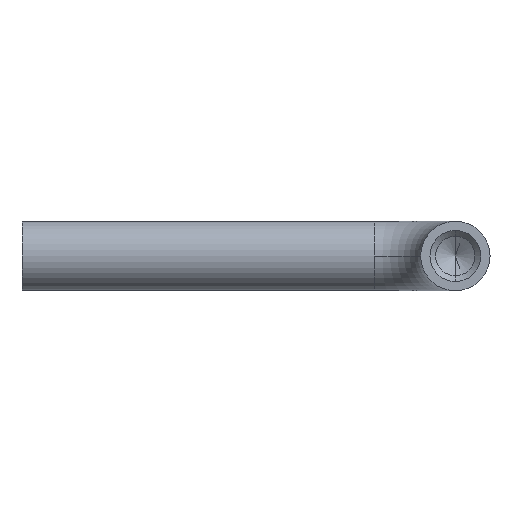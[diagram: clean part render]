
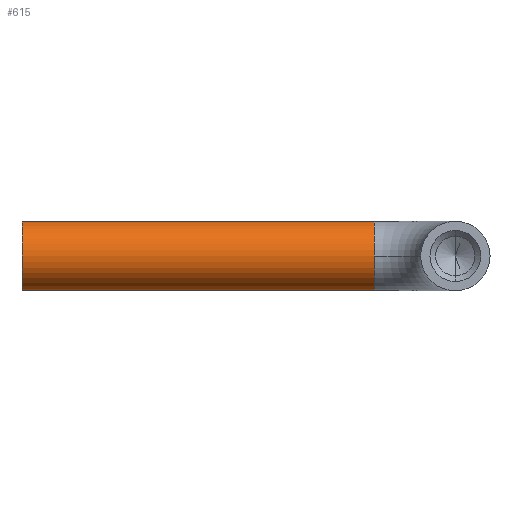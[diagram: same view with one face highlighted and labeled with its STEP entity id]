
A CAD part, left-side view. The second image highlights one B-rep face of the part: STEP entity #615.
In plain terms, the highlighted cylindrical face has radius 6 mm (diameter 12 mm), a partial arc.
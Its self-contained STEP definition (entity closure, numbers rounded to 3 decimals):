
#11 = EDGE_CURVE ( 'NONE', #374, #436, #319, .T. ) ;
#29 = EDGE_CURVE ( 'NONE', #288, #74, #482, .T. ) ;
#62 = CARTESIAN_POINT ( 'NONE',  ( 80., 14., 0. ) ) ;
#66 = FACE_OUTER_BOUND ( 'NONE', #346, .T. ) ;
#74 = VERTEX_POINT ( 'NONE', #216 ) ;
#101 = ORIENTED_EDGE ( 'NONE', *, *, #29, .T. ) ;
#102 = AXIS2_PLACEMENT_3D ( 'NONE', #62, #313, #413 ) ;
#113 = LINE ( 'NONE', #174, #412 ) ;
#130 = ORIENTED_EDGE ( 'NONE', *, *, #295, .T. ) ;
#143 = CIRCLE ( 'NONE', #402, 6. ) ;
#174 = CARTESIAN_POINT ( 'NONE',  ( 80., 14., 6. ) ) ;
#216 = CARTESIAN_POINT ( 'NONE',  ( 80., 14., 6. ) ) ;
#235 = EDGE_CURVE ( 'NONE', #374, #288, #586, .T. ) ;
#237 = CARTESIAN_POINT ( 'NONE',  ( 80., 14., -6. ) ) ;
#255 = EDGE_CURVE ( 'NONE', #436, #618, #143, .T. ) ;
#264 = DIRECTION ( 'NONE',  ( 0., 1., 0. ) ) ;
#269 = VECTOR ( 'NONE', #461, 1000. ) ;
#275 = CARTESIAN_POINT ( 'NONE',  ( 74., 14., 0. ) ) ;
#278 = DIRECTION ( 'NONE',  ( 0., 0., -1. ) ) ;
#280 = AXIS2_PLACEMENT_3D ( 'NONE', #378, #287, #620 ) ;
#282 = ORIENTED_EDGE ( 'NONE', *, *, #255, .F. ) ;
#287 = DIRECTION ( 'NONE',  ( 0., 1., 0. ) ) ;
#288 = VERTEX_POINT ( 'NONE', #275 ) ;
#290 = ORIENTED_EDGE ( 'NONE', *, *, #235, .T. ) ;
#295 = EDGE_CURVE ( 'NONE', #74, #618, #113, .T. ) ;
#313 = DIRECTION ( 'NONE',  ( 0., 1., 0. ) ) ;
#317 = CYLINDRICAL_SURFACE ( 'NONE', #589, 6. ) ;
#319 = LINE ( 'NONE', #410, #269 ) ;
#346 = EDGE_LOOP ( 'NONE', ( #532, #290, #101, #130, #282 ) ) ;
#357 = CARTESIAN_POINT ( 'NONE',  ( 80., 14., 0. ) ) ;
#374 = VERTEX_POINT ( 'NONE', #237 ) ;
#376 = DIRECTION ( 'NONE',  ( 0., 1., 0. ) ) ;
#378 = CARTESIAN_POINT ( 'NONE',  ( 80., 14., 0. ) ) ;
#402 = AXIS2_PLACEMENT_3D ( 'NONE', #429, #376, #278 ) ;
#410 = CARTESIAN_POINT ( 'NONE',  ( 80., 14., -6. ) ) ;
#412 = VECTOR ( 'NONE', #518, 1000. ) ;
#413 = DIRECTION ( 'NONE',  ( 0., 0., -1. ) ) ;
#417 = CARTESIAN_POINT ( 'NONE',  ( 80., 75., 6. ) ) ;
#429 = CARTESIAN_POINT ( 'NONE',  ( 80., 75., 0. ) ) ;
#436 = VERTEX_POINT ( 'NONE', #535 ) ;
#456 = DIRECTION ( 'NONE',  ( 0., 0., 1. ) ) ;
#461 = DIRECTION ( 'NONE',  ( 0., 1., 0. ) ) ;
#482 = CIRCLE ( 'NONE', #102, 6. ) ;
#518 = DIRECTION ( 'NONE',  ( 0., 1., 0. ) ) ;
#532 = ORIENTED_EDGE ( 'NONE', *, *, #11, .F. ) ;
#535 = CARTESIAN_POINT ( 'NONE',  ( 80., 75., -6. ) ) ;
#586 = CIRCLE ( 'NONE', #280, 6. ) ;
#589 = AXIS2_PLACEMENT_3D ( 'NONE', #357, #264, #456 ) ;
#615 = ADVANCED_FACE ( 'NONE', ( #66 ), #317, .T. ) ;
#618 = VERTEX_POINT ( 'NONE', #417 ) ;
#620 = DIRECTION ( 'NONE',  ( 0., 0., -1. ) ) ;
